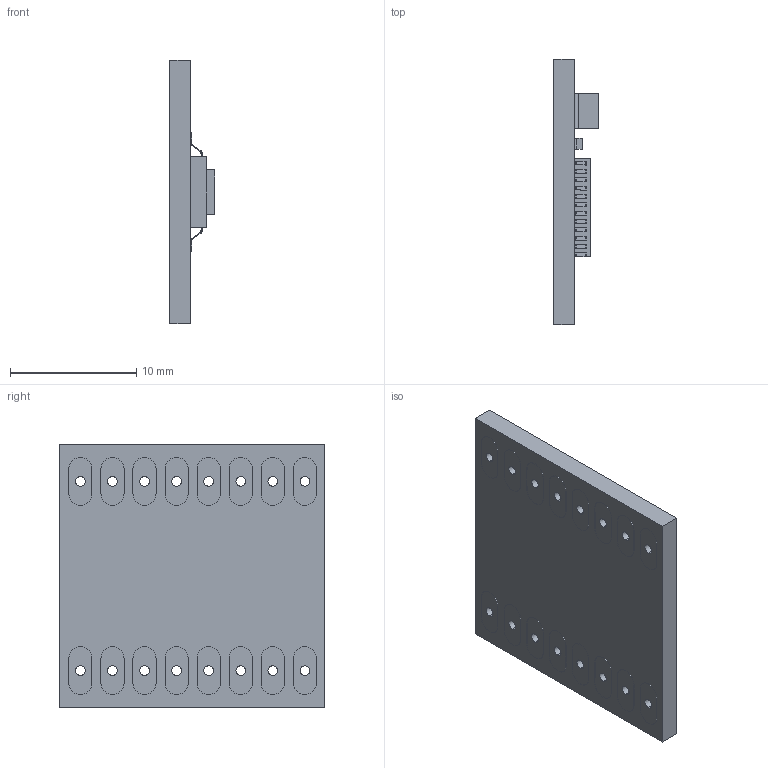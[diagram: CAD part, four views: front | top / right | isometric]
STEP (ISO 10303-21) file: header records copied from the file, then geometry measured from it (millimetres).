
FILE_DESCRIPTION (( 'STEP AP214' ), '1' );
FILE_NAME ('User Library-Motor Driver.STEP', '2020-11-01T14:17:26', ( '' ), ( '' ), 'SwSTEP 2.0', 'SolidWorks 2020', '' );
FILE_SCHEMA (( 'AUTOMOTIVE_DESIGN' ));
Length unit declared in the file: inch
Products named in the file (1): User Library-Motor Driver
Bounding box: 3.57 x 20.98 x 20.9 mm (x, y, z)
Volume: 783.1 mm3; surface area: 1169.6 mm2
Topology: 1 solids, 1 shells, 850 faces, 2349 edges, 1566 vertices
Faces by surface type: plane 503, cylinder 236, bspline 111
Entity records: 43611 total; most frequent: CARTESIAN_POINT 11205, ORIENTED_EDGE 4698, DIRECTION 4079, EDGE_CURVE 2349, LINE 1655, VECTOR 1655, VERTEX_POINT 1566, AXIS2_PLACEMENT_3D 1212
